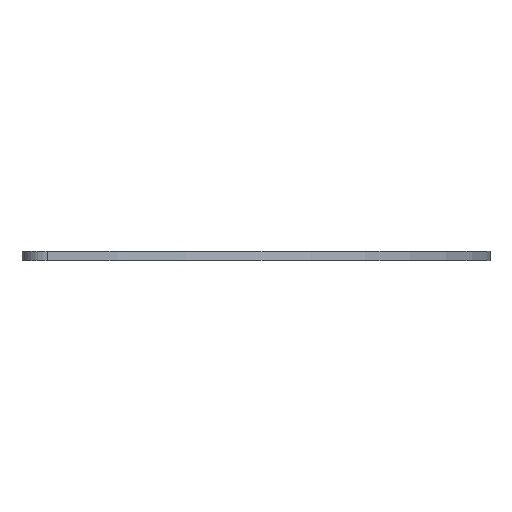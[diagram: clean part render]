
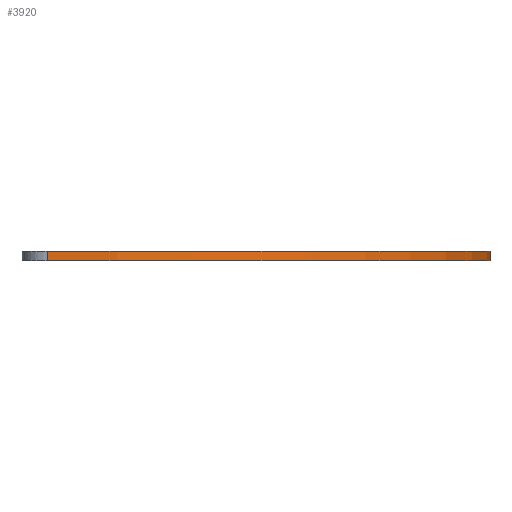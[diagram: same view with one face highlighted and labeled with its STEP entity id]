
A CAD part, front view. The second image highlights one B-rep face of the part: STEP entity #3920.
In plain terms, the highlighted cylindrical face has radius 203.2 mm (diameter 406.4 mm), a partial arc.
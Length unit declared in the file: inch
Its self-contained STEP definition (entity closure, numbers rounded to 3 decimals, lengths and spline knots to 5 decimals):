
#622 = FACE_OUTER_BOUND ( 'NONE', #3403, .T. ) ;
#647 = CYLINDRICAL_SURFACE ( 'NONE', #4309, 8. ) ;
#702 = CARTESIAN_POINT ( 'NONE',  ( 5.72076, 7.89084, 0.09375 ) ) ;
#707 = DIRECTION ( 'NONE',  ( 0., 0., 1. ) ) ;
#969 = CARTESIAN_POINT ( 'NONE',  ( -1.1664, 3.82059, 0.09375 ) ) ;
#970 = DIRECTION ( 'NONE',  ( 0., 0., -1. ) ) ;
#971 = DIRECTION ( 'NONE',  ( -1., 0., 0. ) ) ;
#1351 = CARTESIAN_POINT ( 'NONE',  ( -1.54512, -4.17044, 0.09375 ) ) ;
#1360 = DIRECTION ( 'NONE',  ( 0., 0., -1. ) ) ;
#1488 = AXIS2_PLACEMENT_3D ( 'NONE', #2178, #2202, #2188 ) ;
#1512 = AXIS2_PLACEMENT_3D ( 'NONE', #2251, #2250, #2245 ) ;
#1553 = LINE ( 'NONE', #1351, #1566 ) ;
#1566 = VECTOR ( 'NONE', #1360, 39.37008 ) ;
#1570 = VECTOR ( 'NONE', #707, 39.37008 ) ;
#1576 = LINE ( 'NONE', #702, #1570 ) ;
#1727 = CIRCLE ( 'NONE', #1488, 8. ) ;
#1760 = CIRCLE ( 'NONE', #1512, 8. ) ;
#2178 = CARTESIAN_POINT ( 'NONE',  ( -1.1664, 3.82059, 0.09375 ) ) ;
#2188 = DIRECTION ( 'NONE',  ( 1., 0., 0. ) ) ;
#2202 = DIRECTION ( 'NONE',  ( 0., 0., 1. ) ) ;
#2245 = DIRECTION ( 'NONE',  ( 1., 0., 0. ) ) ;
#2250 = DIRECTION ( 'NONE',  ( 0., 0., 1. ) ) ;
#2251 = CARTESIAN_POINT ( 'NONE',  ( -1.1664, 3.82059, -0.09375 ) ) ;
#2529 = CARTESIAN_POINT ( 'NONE',  ( -1.54512, -4.17044, 0.09375 ) ) ;
#2552 = CARTESIAN_POINT ( 'NONE',  ( 5.72076, 7.89084, -0.09375 ) ) ;
#2554 = CARTESIAN_POINT ( 'NONE',  ( 5.72076, 7.89084, 0.09375 ) ) ;
#2574 = CARTESIAN_POINT ( 'NONE',  ( -1.54512, -4.17044, -0.09375 ) ) ;
#3403 = EDGE_LOOP ( 'NONE', ( #4143, #4080, #4114, #4135 ) ) ;
#3920 = ADVANCED_FACE ( 'NONE', ( #622 ), #647, .T. ) ;
#4080 = ORIENTED_EDGE ( 'NONE', *, *, #4170, .T. ) ;
#4114 = ORIENTED_EDGE ( 'NONE', *, *, #4290, .T. ) ;
#4135 = ORIENTED_EDGE ( 'NONE', *, *, #4172, .T. ) ;
#4143 = ORIENTED_EDGE ( 'NONE', *, *, #4275, .F. ) ;
#4170 = EDGE_CURVE ( 'NONE', #4642, #4638, #1553, .T. ) ;
#4172 = EDGE_CURVE ( 'NONE', #4633, #4641, #1576, .T. ) ;
#4275 = EDGE_CURVE ( 'NONE', #4642, #4641, #1727, .T. ) ;
#4290 = EDGE_CURVE ( 'NONE', #4638, #4633, #1760, .T. ) ;
#4309 = AXIS2_PLACEMENT_3D ( 'NONE', #969, #970, #971 ) ;
#4633 = VERTEX_POINT ( 'NONE', #2552 ) ;
#4638 = VERTEX_POINT ( 'NONE', #2574 ) ;
#4641 = VERTEX_POINT ( 'NONE', #2554 ) ;
#4642 = VERTEX_POINT ( 'NONE', #2529 ) ;
